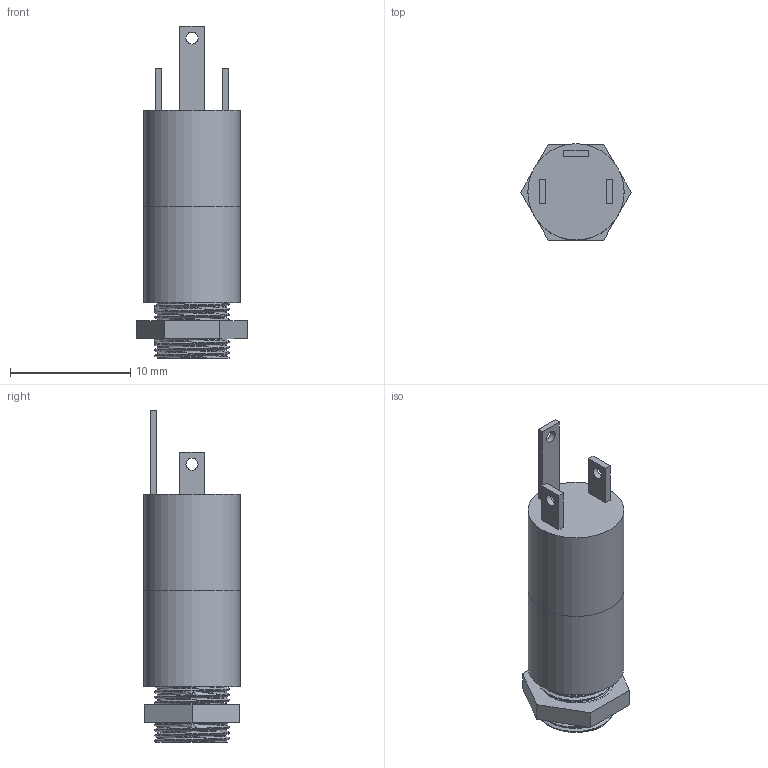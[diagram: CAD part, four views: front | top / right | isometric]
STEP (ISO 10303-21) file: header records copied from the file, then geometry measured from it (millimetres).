
FILE_DESCRIPTION(/* description */ (''),/* implementation_level */ '2;1');
FILE_NAME(/* name */ '3692 TRS Jack.step',/* time_stamp */ '2018-07-07T12:51:11-04:00',/* author */ ('Adafruit'),/* organization */ (''),/* preprocessor_version */ 'ST-DEVELOPER v17',/* originating_system */ 'Autodesk Translation Framework v7.1.0.215',/* authorisation */ '');
FILE_SCHEMA (('AUTOMOTIVE_DESIGN { 1 0 10303 214 3 1 1 }'));
Length unit declared in the file: millimetre
Products named in the file (1): TRS Jack
Bounding box: 9.2 x 8 x 27.6 mm (x, y, z)
Volume: 938.6 mm3; surface area: 1068 mm2
Topology: 6 solids, 6 shells, 70 faces, 156 edges, 100 vertices
Faces by surface type: cylinder 36, plane 32, bspline 2
Full cylindrical faces by diameter (mm): 1 x3, 4.4 x1, 5.791 x13, 6 x1, 6.279 x12, 8 x2
Entity records: 3379 total; most frequent: CARTESIAN_POINT 1842, ORIENTED_EDGE 312, DIRECTION 264, EDGE_CURVE 156, VERTEX_POINT 100, LINE 88, VECTOR 88, AXIS2_PLACEMENT_3D 88
